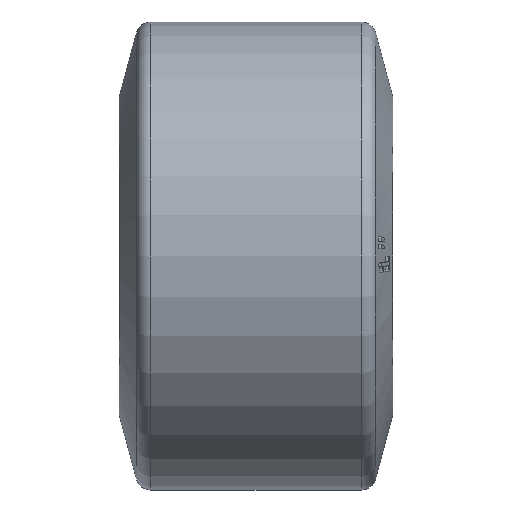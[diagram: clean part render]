
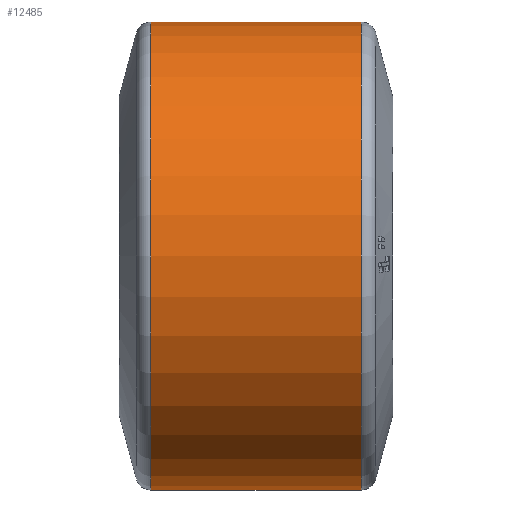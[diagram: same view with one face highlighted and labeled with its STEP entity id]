
A CAD part, front view. The second image highlights one B-rep face of the part: STEP entity #12485.
In plain terms, the highlighted cylindrical face has radius 23.876 mm (diameter 47.752 mm), a full revolution.
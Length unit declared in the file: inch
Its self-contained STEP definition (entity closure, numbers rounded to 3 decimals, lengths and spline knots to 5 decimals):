
#13=CYLINDRICAL_SURFACE('',#13155,0.94);
#25=FACE_BOUND('',#3366,.T.);
#2678=FACE_OUTER_BOUND('',#3365,.T.);
#3365=EDGE_LOOP('',(#11465));
#3366=EDGE_LOOP('',(#11466));
#3576=CIRCLE('',#13153,0.94);
#3578=CIRCLE('',#13156,0.94);
#5863=VERTEX_POINT('',#27450);
#5865=VERTEX_POINT('',#27455);
#7802=EDGE_CURVE('',#5863,#5863,#3576,.T.);
#7804=EDGE_CURVE('',#5865,#5865,#3578,.T.);
#11465=ORIENTED_EDGE('',*,*,#7804,.F.);
#11466=ORIENTED_EDGE('',*,*,#7802,.F.);
#12485=ADVANCED_FACE('',(#2678,#25),#13,.T.);
#13153=AXIS2_PLACEMENT_3D('',#27451,#14987,#14988);
#13155=AXIS2_PLACEMENT_3D('',#27454,#14991,#14992);
#13156=AXIS2_PLACEMENT_3D('',#27456,#14993,#14994);
#14987=DIRECTION('center_axis',(-1.,0.,0.));
#14988=DIRECTION('ref_axis',(0.,1.,0.));
#14991=DIRECTION('center_axis',(-1.,0.,0.));
#14992=DIRECTION('ref_axis',(0.,-1.,0.));
#14993=DIRECTION('center_axis',(1.,0.,0.));
#14994=DIRECTION('ref_axis',(0.,1.,0.));
#27450=CARTESIAN_POINT('',(-0.42291,-0.94,0.));
#27451=CARTESIAN_POINT('Origin',(-0.42291,0.,
0.));
#27454=CARTESIAN_POINT('Origin',(0.23447,0.,
0.));
#27455=CARTESIAN_POINT('',(0.42291,-0.94,0.));
#27456=CARTESIAN_POINT('Origin',(0.42291,0.,
0.));
